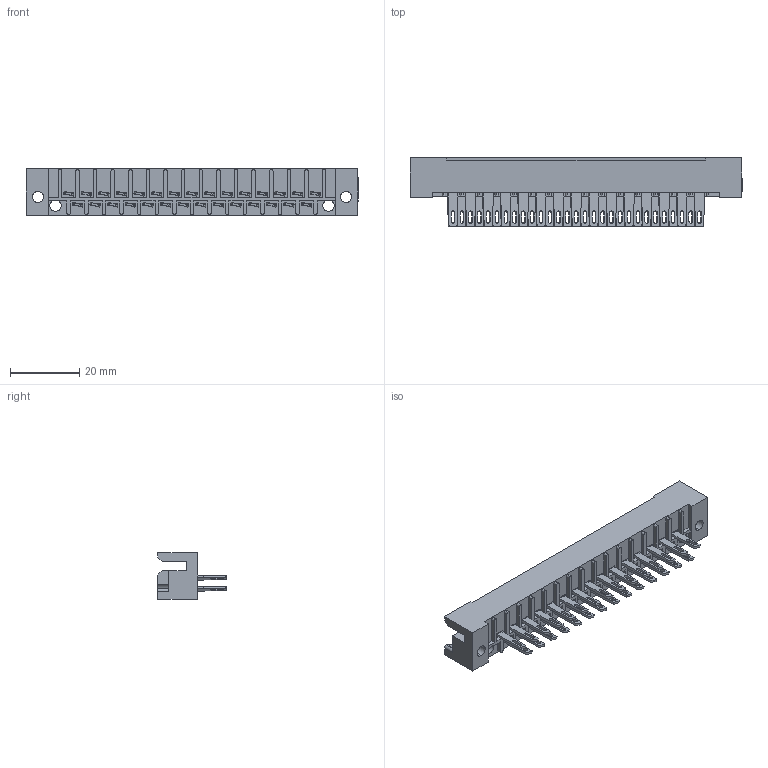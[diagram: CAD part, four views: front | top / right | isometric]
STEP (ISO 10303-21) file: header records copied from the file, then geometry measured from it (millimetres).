
FILE_DESCRIPTION (( 'STEP AP203' ), '1' );
FILE_NAME ('424-029-500-122.STEP', '2019-11-27T20:02:00', ( '' ), ( '' ), 'SwSTEP 2.0', 'SolidWorks 2016', '' );
FILE_SCHEMA (( 'CONFIG_CONTROL_DESIGN' ));
Length unit declared in the file: inch
Products named in the file (3): 424-029-500-122; 408-290-001_408-290-100; 424 Part_029
Assembly tree (30 placements, depth 2):
  424-029-500-122
    424 Part_029
    408-290-001_408-290-100  x29
Bounding box: 95.76 x 19.79 x 13.49 mm (x, y, z)
Volume: 10156.1 mm3; surface area: 13861.2 mm2
Topology: 30 solids, 30 shells, 1715 faces, 4741 edges, 3082 vertices
Faces by surface type: plane 1235, cylinder 364, bspline 116
Entity records: 21074 total; most frequent: CARTESIAN_POINT 3635, ORIENTED_EDGE 3546, DIRECTION 3185, EDGE_CURVE 1773, LINE 1601, VECTOR 1601, VERTEX_POINT 1178, AXIS2_PLACEMENT_3D 792
